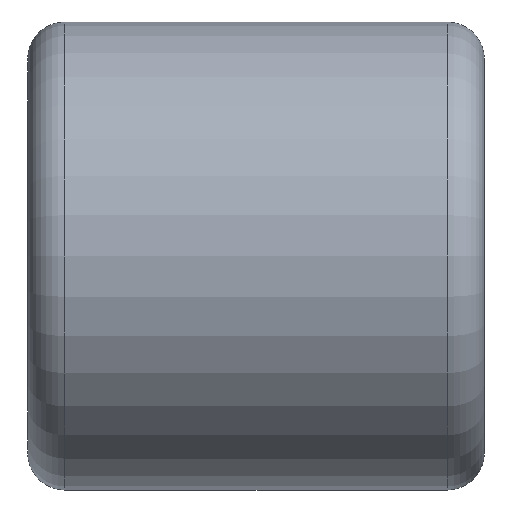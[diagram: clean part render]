
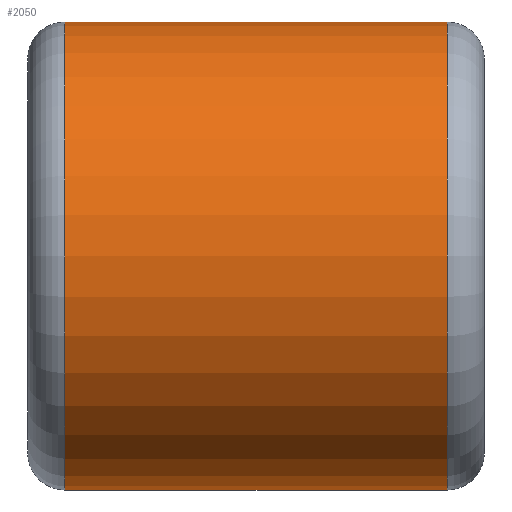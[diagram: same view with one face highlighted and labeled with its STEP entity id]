
A CAD part, front view. The second image highlights one B-rep face of the part: STEP entity #2050.
In plain terms, the highlighted cylindrical face has radius 41 mm (diameter 82 mm), a partial arc.
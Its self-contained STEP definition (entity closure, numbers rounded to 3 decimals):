
#116 = FACE_OUTER_BOUND ( 'NONE', #1209, .T. ) ;
#135 = VECTOR ( 'NONE', #2382, 1000. ) ;
#221 = ORIENTED_EDGE ( 'NONE', *, *, #2590, .T. ) ;
#440 = CARTESIAN_POINT ( 'NONE',  ( 33.5, 0., 291.987 ) ) ;
#508 = CARTESIAN_POINT ( 'NONE',  ( -33.5, 0., 250.987 ) ) ;
#614 = EDGE_CURVE ( 'NONE', #1915, #886, #2197, .T. ) ;
#812 = VERTEX_POINT ( 'NONE', #3420 ) ;
#886 = VERTEX_POINT ( 'NONE', #508 ) ;
#1121 = CARTESIAN_POINT ( 'NONE',  ( -57.637, 0., 291.987 ) ) ;
#1209 = EDGE_LOOP ( 'NONE', ( #1978, #221, #2555, #1350 ) ) ;
#1350 = ORIENTED_EDGE ( 'NONE', *, *, #614, .T. ) ;
#1698 = DIRECTION ( 'NONE',  ( 0., 0., -1. ) ) ;
#1845 = VECTOR ( 'NONE', #3300, 1000. ) ;
#1915 = VERTEX_POINT ( 'NONE', #3691 ) ;
#1978 = ORIENTED_EDGE ( 'NONE', *, *, #4110, .F. ) ;
#2050 = ADVANCED_FACE ( 'NONE', ( #116 ), #2631, .T. ) ;
#2076 = DIRECTION ( 'NONE',  ( 1., 0., 0. ) ) ;
#2177 = DIRECTION ( 'NONE',  ( 0., 0., 1. ) ) ;
#2197 = CIRCLE ( 'NONE', #2647, 41. ) ;
#2382 = DIRECTION ( 'NONE',  ( -1., 0., 0. ) ) ;
#2415 = LINE ( 'NONE', #3504, #135 ) ;
#2473 = AXIS2_PLACEMENT_3D ( 'NONE', #1121, #3549, #2177 ) ;
#2483 = CARTESIAN_POINT ( 'NONE',  ( -33.5, 0., 291.987 ) ) ;
#2529 = VERTEX_POINT ( 'NONE', #3823 ) ;
#2555 = ORIENTED_EDGE ( 'NONE', *, *, #3765, .T. ) ;
#2590 = EDGE_CURVE ( 'NONE', #812, #2529, #4617, .T. ) ;
#2631 = CYLINDRICAL_SURFACE ( 'NONE', #2473, 41. ) ;
#2646 = DIRECTION ( 'NONE',  ( -1., 0., 0. ) ) ;
#2647 = AXIS2_PLACEMENT_3D ( 'NONE', #2483, #2076, #1698 ) ;
#2940 = AXIS2_PLACEMENT_3D ( 'NONE', #440, #2646, #3333 ) ;
#3300 = DIRECTION ( 'NONE',  ( -1., 0., 0. ) ) ;
#3333 = DIRECTION ( 'NONE',  ( 0., 0., 1. ) ) ;
#3420 = CARTESIAN_POINT ( 'NONE',  ( 33.5, 0., 250.987 ) ) ;
#3504 = CARTESIAN_POINT ( 'NONE',  ( -57.637, 0., 250.987 ) ) ;
#3549 = DIRECTION ( 'NONE',  ( -1., 0., 0. ) ) ;
#3597 = CARTESIAN_POINT ( 'NONE',  ( -57.637, 0., 332.987 ) ) ;
#3662 = LINE ( 'NONE', #3597, #1845 ) ;
#3691 = CARTESIAN_POINT ( 'NONE',  ( -33.5, 0., 332.987 ) ) ;
#3765 = EDGE_CURVE ( 'NONE', #2529, #1915, #3662, .T. ) ;
#3823 = CARTESIAN_POINT ( 'NONE',  ( 33.5, 0., 332.987 ) ) ;
#4110 = EDGE_CURVE ( 'NONE', #812, #886, #2415, .T. ) ;
#4617 = CIRCLE ( 'NONE', #2940, 41. ) ;
